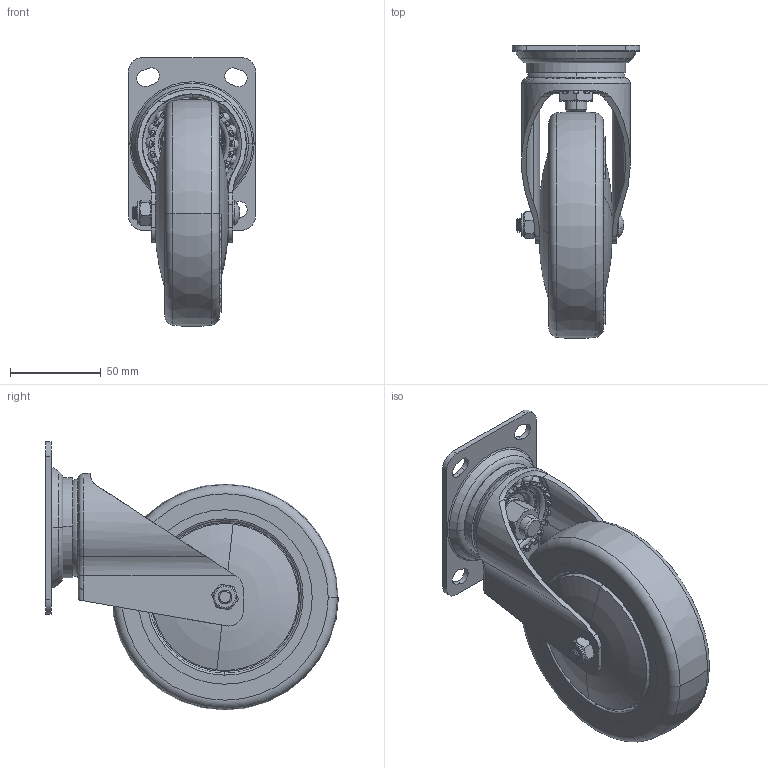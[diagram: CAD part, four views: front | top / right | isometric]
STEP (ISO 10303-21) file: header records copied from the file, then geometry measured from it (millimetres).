
FILE_DESCRIPTION (( 'STEP AP203' ), '1' );
FILE_NAME ('S5504.STEP', '2020-02-21T05:14:59', ( '' ), ( '' ), 'SwSTEP 2.0', 'SolidWorks 2013', '' );
FILE_SCHEMA (( 'CONFIG_CONTROL_DESIGN' ));
Length unit declared in the file: millimetre
Products named in the file (1): S5504
Bounding box: 70 x 161.13 x 147.91 mm (x, y, z)
Volume: 378489.1 mm3; surface area: 148243.7 mm2
Topology: 47 solids, 47 shells, 1541 faces, 3763 edges, 2302 vertices
Faces by surface type: bspline 458, plane 434, torus 256, cylinder 217, cone 108, sphere 68
Entity records: 56799 total; most frequent: CARTESIAN_POINT 24378, ORIENTED_EDGE 7196, DIRECTION 6043, EDGE_CURVE 3598, AXIS2_PLACEMENT_3D 2419, VERTEX_POINT 2203, EDGE_LOOP 1629, FACE_OUTER_BOUND 1541
